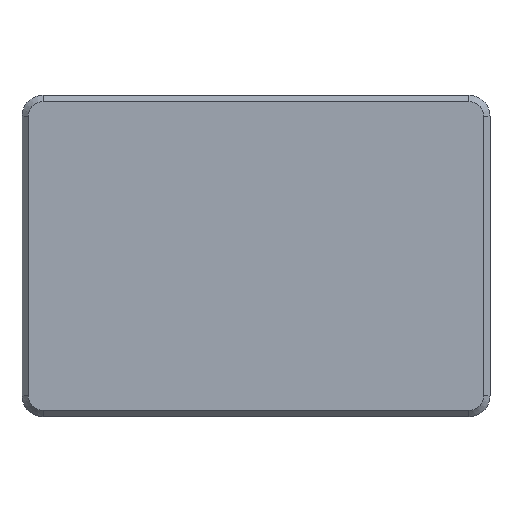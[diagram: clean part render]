
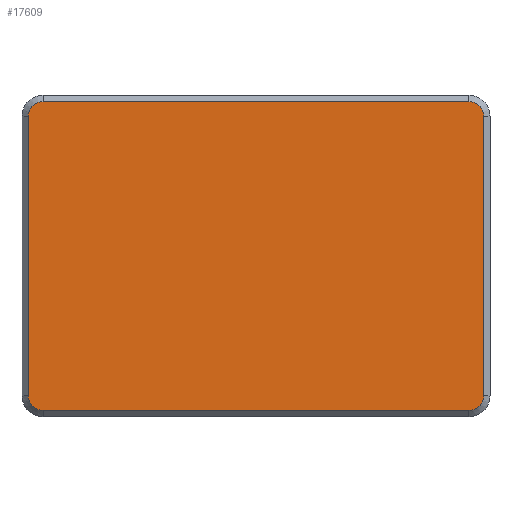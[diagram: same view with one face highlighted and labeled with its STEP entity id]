
A CAD part, front view. The second image highlights one B-rep face of the part: STEP entity #17609.
In plain terms, the highlighted planar face has unit normal (0, -1, 0).
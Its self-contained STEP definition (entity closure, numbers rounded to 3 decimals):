
#1085=CIRCLE('',#18746,1.4);
#1087=CIRCLE('',#18750,1.4);
#1089=CIRCLE('',#18754,1.4);
#1091=CIRCLE('',#18758,1.4);
#1653=FACE_OUTER_BOUND('',#2622,.T.);
#2622=EDGE_LOOP('',(#12030,#12031,#12032,#12033,#12034,#12035,#12036,#12037));
#3700=LINE('',#25551,#5714);
#3705=LINE('',#25565,#5719);
#3709=LINE('',#25575,#5723);
#3712=LINE('',#25586,#5726);
#5714=VECTOR('',#20439,10.);
#5719=VECTOR('',#20452,10.);
#5723=VECTOR('',#20464,10.);
#5726=VECTOR('',#20475,10.);
#7731=VERTEX_POINT('',#25548);
#7732=VERTEX_POINT('',#25550);
#7735=VERTEX_POINT('',#25558);
#7737=VERTEX_POINT('',#25563);
#7738=VERTEX_POINT('',#25569);
#7739=VERTEX_POINT('',#25573);
#7741=VERTEX_POINT('',#25579);
#7743=VERTEX_POINT('',#25584);
#9362=EDGE_CURVE('',#7731,#7732,#3700,.T.);
#9367=EDGE_CURVE('',#7735,#7731,#1085,.T.);
#9369=EDGE_CURVE('',#7737,#7735,#3705,.T.);
#9373=EDGE_CURVE('',#7738,#7737,#1087,.T.);
#9375=EDGE_CURVE('',#7739,#7738,#3709,.T.);
#9378=EDGE_CURVE('',#7741,#7739,#1089,.T.);
#9380=EDGE_CURVE('',#7743,#7741,#3712,.T.);
#9383=EDGE_CURVE('',#7732,#7743,#1091,.T.);
#12030=ORIENTED_EDGE('',*,*,#9362,.F.);
#12031=ORIENTED_EDGE('',*,*,#9367,.F.);
#12032=ORIENTED_EDGE('',*,*,#9369,.F.);
#12033=ORIENTED_EDGE('',*,*,#9373,.F.);
#12034=ORIENTED_EDGE('',*,*,#9375,.F.);
#12035=ORIENTED_EDGE('',*,*,#9378,.F.);
#12036=ORIENTED_EDGE('',*,*,#9380,.F.);
#12037=ORIENTED_EDGE('',*,*,#9383,.F.);
#16880=PLANE('',#18767);
#17609=ADVANCED_FACE('',(#1653),#16880,.T.);
#18746=AXIS2_PLACEMENT_3D('',#25560,#20447,#20448);
#18750=AXIS2_PLACEMENT_3D('',#25571,#20459,#20460);
#18754=AXIS2_PLACEMENT_3D('',#25581,#20470,#20471);
#18758=AXIS2_PLACEMENT_3D('',#25590,#20481,#20482);
#18767=AXIS2_PLACEMENT_3D('',#25623,#20511,#20512);
#20439=DIRECTION('',(0.,0.,1.));
#20447=DIRECTION('center_axis',(0.,1.,0.));
#20448=DIRECTION('ref_axis',(-0.707,0.,-0.707));
#20452=DIRECTION('',(-1.,0.,0.));
#20459=DIRECTION('center_axis',(0.,1.,0.));
#20460=DIRECTION('ref_axis',(0.707,0.,-0.707));
#20464=DIRECTION('',(0.,0.,-1.));
#20470=DIRECTION('center_axis',(0.,1.,0.));
#20471=DIRECTION('ref_axis',(0.707,0.,0.707));
#20475=DIRECTION('',(1.,0.,0.));
#20481=DIRECTION('center_axis',(0.,1.,0.));
#20482=DIRECTION('ref_axis',(-0.707,0.,0.707));
#20511=DIRECTION('center_axis',(0.,-1.,0.));
#20512=DIRECTION('ref_axis',(0.,0.,-1.));
#25548=CARTESIAN_POINT('',(-2.95,-6.2,-13.3));
#25550=CARTESIAN_POINT('',(-2.95,-6.2,13.3));
#25551=CARTESIAN_POINT('',(-2.95,-6.2,7.65));
#25558=CARTESIAN_POINT('',(-1.55,-6.2,-14.7));
#25560=CARTESIAN_POINT('Origin',(-1.55,-6.2,-13.3));
#25563=CARTESIAN_POINT('',(39.,-6.2,-14.7));
#25565=CARTESIAN_POINT('',(7.587,-6.2,-14.7));
#25569=CARTESIAN_POINT('',(40.4,-6.2,-13.3));
#25571=CARTESIAN_POINT('Origin',(39.,-6.2,-13.3));
#25573=CARTESIAN_POINT('',(40.4,-6.2,13.3));
#25575=CARTESIAN_POINT('',(40.4,-6.2,-7.65));
#25579=CARTESIAN_POINT('',(39.,-6.2,14.7));
#25581=CARTESIAN_POINT('Origin',(39.,-6.2,13.3));
#25584=CARTESIAN_POINT('',(-1.55,-6.2,14.7));
#25586=CARTESIAN_POINT('',(29.862,-6.2,14.7));
#25590=CARTESIAN_POINT('Origin',(-1.55,-6.2,13.3));
#25623=CARTESIAN_POINT('Origin',(18.725,-6.2,0.));
